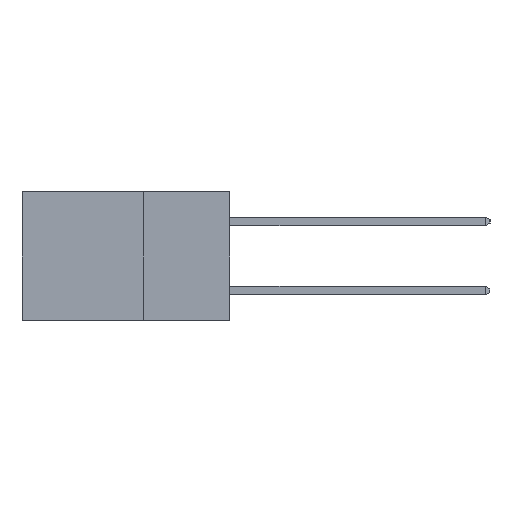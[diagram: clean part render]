
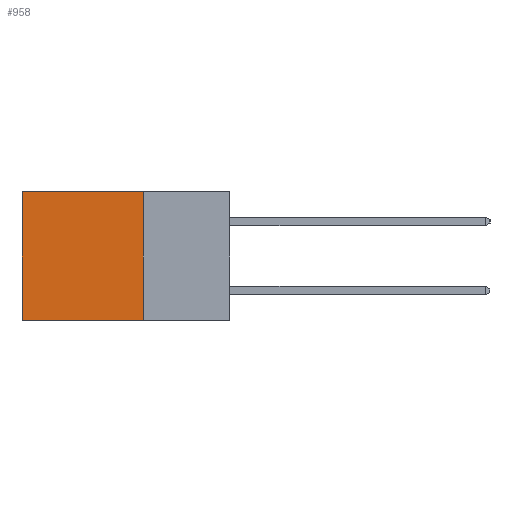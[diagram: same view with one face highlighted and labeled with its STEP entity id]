
A CAD part, left-side view. The second image highlights one B-rep face of the part: STEP entity #958.
In plain terms, the highlighted planar face has unit normal (-1, 0, 0).
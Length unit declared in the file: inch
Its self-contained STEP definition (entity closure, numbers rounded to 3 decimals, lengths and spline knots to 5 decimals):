
#760 = EDGE_LOOP ( 'NONE', ( #19035, #11458, #4059, #10130 ) ) ;
#958 = ADVANCED_FACE ( 'NONE', ( #22864 ), #11389, .F. ) ;
#1959 = CARTESIAN_POINT ( 'NONE',  ( 0.2615, 0.25, -0.37 ) ) ;
#2920 = AXIS2_PLACEMENT_3D ( 'NONE', #1959, #14996, #3859 ) ;
#3293 = VERTEX_POINT ( 'NONE', #6662 ) ;
#3339 = CARTESIAN_POINT ( 'NONE',  ( 0.2615, 0.6, -0.37 ) ) ;
#3452 = VERTEX_POINT ( 'NONE', #3339 ) ;
#3633 = EDGE_CURVE ( 'NONE', #20615, #3293, #17953, .T. ) ;
#3859 = DIRECTION ( 'NONE',  ( 0., 0., -1. ) ) ;
#4059 = ORIENTED_EDGE ( 'NONE', *, *, #3633, .F. ) ;
#4452 = CARTESIAN_POINT ( 'NONE',  ( 0.2615, 0.6, 0. ) ) ;
#5423 = VERTEX_POINT ( 'NONE', #4452 ) ;
#6473 = LINE ( 'NONE', #18397, #10330 ) ;
#6662 = CARTESIAN_POINT ( 'NONE',  ( 0.2615, 0.25, -0.37 ) ) ;
#7574 = DIRECTION ( 'NONE',  ( 0., 0., -1. ) ) ;
#8895 = EDGE_CURVE ( 'NONE', #5423, #3452, #11744, .T. ) ;
#9535 = DIRECTION ( 'NONE',  ( 0., 0., -1. ) ) ;
#10114 = VECTOR ( 'NONE', #18252, 39.37008 ) ;
#10130 = ORIENTED_EDGE ( 'NONE', *, *, #23170, .T. ) ;
#10330 = VECTOR ( 'NONE', #11293, 39.37008 ) ;
#11156 = VECTOR ( 'NONE', #9535, 39.37008 ) ;
#11293 = DIRECTION ( 'NONE',  ( 0., 1., 0. ) ) ;
#11389 = PLANE ( 'NONE',  #2920 ) ;
#11458 = ORIENTED_EDGE ( 'NONE', *, *, #15983, .F. ) ;
#11744 = LINE ( 'NONE', #18513, #11156 ) ;
#14996 = DIRECTION ( 'NONE',  ( 1., 0., 0. ) ) ;
#15983 = EDGE_CURVE ( 'NONE', #3293, #3452, #6473, .T. ) ;
#16466 = CARTESIAN_POINT ( 'NONE',  ( 0.2615, 0.25, 0. ) ) ;
#17400 = VECTOR ( 'NONE', #7574, 39.37008 ) ;
#17953 = LINE ( 'NONE', #22116, #17400 ) ;
#18252 = DIRECTION ( 'NONE',  ( 0., 1., 0. ) ) ;
#18397 = CARTESIAN_POINT ( 'NONE',  ( 0.2615, 0.25, -0.37 ) ) ;
#18513 = CARTESIAN_POINT ( 'NONE',  ( 0.2615, 0.6, -0.37 ) ) ;
#19035 = ORIENTED_EDGE ( 'NONE', *, *, #8895, .T. ) ;
#20252 = LINE ( 'NONE', #16466, #10114 ) ;
#20615 = VERTEX_POINT ( 'NONE', #22814 ) ;
#22116 = CARTESIAN_POINT ( 'NONE',  ( 0.2615, 0.25, -0.37 ) ) ;
#22814 = CARTESIAN_POINT ( 'NONE',  ( 0.2615, 0.25, 0. ) ) ;
#22864 = FACE_OUTER_BOUND ( 'NONE', #760, .T. ) ;
#23170 = EDGE_CURVE ( 'NONE', #20615, #5423, #20252, .T. ) ;
